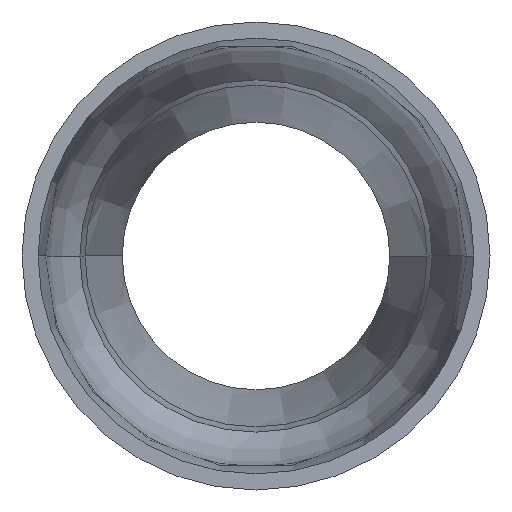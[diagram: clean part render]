
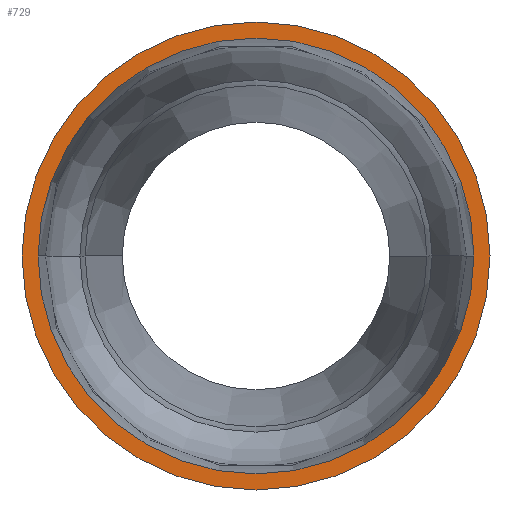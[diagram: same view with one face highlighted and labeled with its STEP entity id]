
A CAD part, left-side view. The second image highlights one B-rep face of the part: STEP entity #729.
In plain terms, the highlighted planar face has unit normal (-1, 0, 0).
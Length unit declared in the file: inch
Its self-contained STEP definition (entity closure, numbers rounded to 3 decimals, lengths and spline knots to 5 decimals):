
#27 = FACE_OUTER_BOUND ( 'NONE', #537, .T. ) ;
#65 = CIRCLE ( 'NONE', #734, 0.815 ) ;
#89 = CARTESIAN_POINT ( 'NONE',  ( -11., 0., 0. ) ) ;
#95 = EDGE_CURVE ( 'NONE', #477, #589, #206, .T. ) ;
#99 = DIRECTION ( 'NONE',  ( 1., 0., 0. ) ) ;
#115 = ORIENTED_EDGE ( 'NONE', *, *, #698, .T. ) ;
#133 = VERTEX_POINT ( 'NONE', #392 ) ;
#139 = PLANE ( 'NONE',  #606 ) ;
#156 = CARTESIAN_POINT ( 'NONE',  ( -11., 0.875, 0. ) ) ;
#190 = CARTESIAN_POINT ( 'NONE',  ( -11., 0., 0. ) ) ;
#206 = CIRCLE ( 'NONE', #681, 0.875 ) ;
#258 = DIRECTION ( 'NONE',  ( 0., 1., 0. ) ) ;
#287 = DIRECTION ( 'NONE',  ( 0., 1., 0. ) ) ;
#326 = FACE_BOUND ( 'NONE', #422, .T. ) ;
#351 = AXIS2_PLACEMENT_3D ( 'NONE', #511, #518, #287 ) ;
#353 = EDGE_CURVE ( 'NONE', #133, #736, #574, .T. ) ;
#354 = DIRECTION ( 'NONE',  ( 0., 1., 0. ) ) ;
#392 = CARTESIAN_POINT ( 'NONE',  ( -11., -0.815, 0. ) ) ;
#400 = ORIENTED_EDGE ( 'NONE', *, *, #95, .F. ) ;
#401 = DIRECTION ( 'NONE',  ( 0., 1., 0. ) ) ;
#421 = CARTESIAN_POINT ( 'NONE',  ( -11., 0.815, 0. ) ) ;
#422 = EDGE_LOOP ( 'NONE', ( #461, #115 ) ) ;
#452 = CIRCLE ( 'NONE', #351, 0.875 ) ;
#461 = ORIENTED_EDGE ( 'NONE', *, *, #353, .T. ) ;
#466 = CARTESIAN_POINT ( 'NONE',  ( -11., 0., 0. ) ) ;
#477 = VERTEX_POINT ( 'NONE', #671 ) ;
#493 = AXIS2_PLACEMENT_3D ( 'NONE', #190, #705, #258 ) ;
#511 = CARTESIAN_POINT ( 'NONE',  ( -11., 0., 0. ) ) ;
#518 = DIRECTION ( 'NONE',  ( 1., 0., 0. ) ) ;
#537 = EDGE_LOOP ( 'NONE', ( #596, #400 ) ) ;
#574 = CIRCLE ( 'NONE', #493, 0.815 ) ;
#586 = DIRECTION ( 'NONE',  ( 0., -1., 0. ) ) ;
#589 = VERTEX_POINT ( 'NONE', #156 ) ;
#596 = ORIENTED_EDGE ( 'NONE', *, *, #621, .F. ) ;
#606 = AXIS2_PLACEMENT_3D ( 'NONE', #421, #607, #586 ) ;
#607 = DIRECTION ( 'NONE',  ( -1., 0., 0. ) ) ;
#621 = EDGE_CURVE ( 'NONE', #589, #477, #452, .T. ) ;
#661 = CARTESIAN_POINT ( 'NONE',  ( -11., 0.815, 0. ) ) ;
#671 = CARTESIAN_POINT ( 'NONE',  ( -11., -0.875, 0. ) ) ;
#681 = AXIS2_PLACEMENT_3D ( 'NONE', #89, #99, #401 ) ;
#687 = DIRECTION ( 'NONE',  ( 1., 0., 0. ) ) ;
#698 = EDGE_CURVE ( 'NONE', #736, #133, #65, .T. ) ;
#705 = DIRECTION ( 'NONE',  ( 1., 0., 0. ) ) ;
#729 = ADVANCED_FACE ( 'NONE', ( #326, #27 ), #139, .T. ) ;
#734 = AXIS2_PLACEMENT_3D ( 'NONE', #466, #687, #354 ) ;
#736 = VERTEX_POINT ( 'NONE', #661 ) ;
